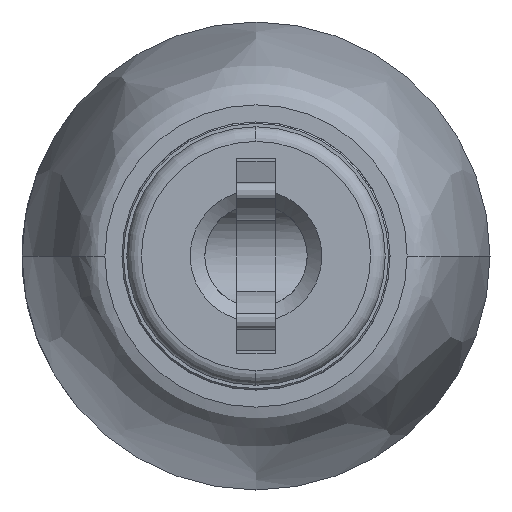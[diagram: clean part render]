
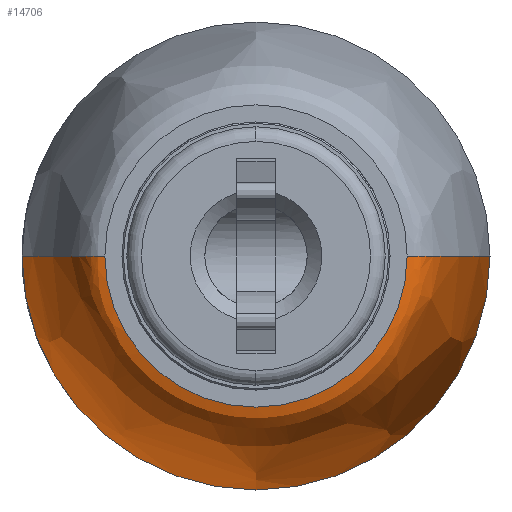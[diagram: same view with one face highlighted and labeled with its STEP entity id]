
A CAD part, left-side view. The second image highlights one B-rep face of the part: STEP entity #14706.
In plain terms, the highlighted free-form (B-spline) face has degree [3, 3] with [6, 4] control points.
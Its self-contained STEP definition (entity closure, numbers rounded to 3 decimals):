
#1158 = B_SPLINE_CURVE_WITH_KNOTS ( 'NONE', 3,
 ( #2807, #15625, #22844, #2917, #20450, #13219 ),
 .UNSPECIFIED., .F., .F.,
 ( 4, 1, 1, 4 ),
 ( 0., 0.429, 0.529, 1. ),
 .UNSPECIFIED. ) ;
#2170 = EDGE_CURVE ( 'NONE', #12625, #4849, #22081, .T. ) ;
#2306 = ORIENTED_EDGE ( 'NONE', *, *, #11517, .F. ) ;
#2807 = CARTESIAN_POINT ( 'NONE',  ( 3.822, 4.8, 0. ) ) ;
#2917 = CARTESIAN_POINT ( 'NONE',  ( -3.247, 4.294, 0. ) ) ;
#3770 = CARTESIAN_POINT ( 'NONE',  ( 3.398, -4.8, 0. ) ) ;
#3884 = CARTESIAN_POINT ( 'NONE',  ( -3.247, 4.294, -8.588 ) ) ;
#4064 = ORIENTED_EDGE ( 'NONE', *, *, #2170, .T. ) ;
#4480 = DIRECTION ( 'NONE',  ( 0., 0., 1. ) ) ;
#4598 = CARTESIAN_POINT ( 'NONE',  ( 3.822, -4.8, 0. ) ) ;
#4849 = VERTEX_POINT ( 'NONE', #31446 ) ;
#6209 = CARTESIAN_POINT ( 'NONE',  ( 3.822, 4.8, 0. ) ) ;
#6228 = CARTESIAN_POINT ( 'NONE',  ( -3.247, -4.294, -8.588 ) ) ;
#6447 = CARTESIAN_POINT ( 'NONE',  ( 0.153, 4.759, 0. ) ) ;
#6922 = CIRCLE ( 'NONE', #23062, 4.8 ) ;
#6995 = ORIENTED_EDGE ( 'NONE', *, *, #26947, .F. ) ;
#7244 = DIRECTION ( 'NONE',  ( 0., 0., 1. ) ) ;
#7971 = CIRCLE ( 'NONE', #29681, 4.8 ) ;
#8414 = DIRECTION ( 'NONE',  ( -1., 0., 0. ) ) ;
#8761 = CARTESIAN_POINT ( 'NONE',  ( -5.178, 3.1, -6.2 ) ) ;
#8789 = CARTESIAN_POINT ( 'NONE',  ( 3.822, -4.8, 0. ) ) ;
#8873 = CARTESIAN_POINT ( 'NONE',  ( 3.398, 4.8, 0. ) ) ;
#9095 = CARTESIAN_POINT ( 'NONE',  ( 0.153, 4.759, -9.518 ) ) ;
#9886 = DIRECTION ( 'NONE',  ( -1., 0., 0. ) ) ;
#10173 = EDGE_CURVE ( 'NONE', #23308, #22700, #7971, .T. ) ;
#11242 = DIRECTION ( 'NONE',  ( 0., 0., 1. ) ) ;
#11289 = CARTESIAN_POINT ( 'NONE',  ( 3.822, 0., -4.8 ) ) ;
#11365 = CARTESIAN_POINT ( 'NONE',  ( 0.153, -4.759, -9.518 ) ) ;
#11517 = EDGE_CURVE ( 'NONE', #23308, #32331, #1158, .T. ) ;
#12389 = CARTESIAN_POINT ( 'NONE',  ( 3.822, 4.8, 0. ) ) ;
#12625 = VERTEX_POINT ( 'NONE', #4598 ) ;
#13219 = CARTESIAN_POINT ( 'NONE',  ( -5.178, 3.1, 0. ) ) ;
#13774 = CARTESIAN_POINT ( 'NONE',  ( -3.247, -4.294, 0. ) ) ;
#13962 = CARTESIAN_POINT ( 'NONE',  ( 3.398, 4.8, -9.6 ) ) ;
#14317 = ORIENTED_EDGE ( 'NONE', *, *, #28351, .T. ) ;
#14406 = CIRCLE ( 'NONE', #25534, 3.1 ) ;
#14648 = CARTESIAN_POINT ( 'NONE',  ( 3.822, 0., 0. ) ) ;
#14706 = ADVANCED_FACE ( 'NONE', ( #32497 ), #32106, .F. ) ;
#15625 = CARTESIAN_POINT ( 'NONE',  ( 3.398, 4.8, 0. ) ) ;
#15807 = CARTESIAN_POINT ( 'NONE',  ( -5.178, 0., 0. ) ) ;
#16390 = CARTESIAN_POINT ( 'NONE',  ( 0.153, -4.759, 0. ) ) ;
#16578 = CARTESIAN_POINT ( 'NONE',  ( -5.178, 3.71, -7.421 ) ) ;
#16993 = ORIENTED_EDGE ( 'NONE', *, *, #10173, .T. ) ;
#17159 = CARTESIAN_POINT ( 'NONE',  ( 3.822, 0., 0. ) ) ;
#17961 = CARTESIAN_POINT ( 'NONE',  ( 3.822, 4.8, -9.6 ) ) ;
#18772 = CARTESIAN_POINT ( 'NONE',  ( -3.247, -4.294, 0. ) ) ;
#18796 = CARTESIAN_POINT ( 'NONE',  ( -5.178, -3.1, 0. ) ) ;
#18871 = CARTESIAN_POINT ( 'NONE',  ( 3.398, -4.8, -9.6 ) ) ;
#19076 = CARTESIAN_POINT ( 'NONE',  ( -5.178, 3.1, 0. ) ) ;
#20450 = CARTESIAN_POINT ( 'NONE',  ( -5.178, 3.71, 0. ) ) ;
#20921 = EDGE_LOOP ( 'NONE', ( #14317, #4064, #6995, #2306, #16993 ) ) ;
#21197 = CARTESIAN_POINT ( 'NONE',  ( 3.822, -4.8, 0. ) ) ;
#21314 = CARTESIAN_POINT ( 'NONE',  ( -5.178, -3.1, 0. ) ) ;
#21409 = CARTESIAN_POINT ( 'NONE',  ( -5.178, 3.1, 0. ) ) ;
#21519 = CARTESIAN_POINT ( 'NONE',  ( -5.178, 3.71, 0. ) ) ;
#22081 = B_SPLINE_CURVE_WITH_KNOTS ( 'NONE', 3,
 ( #8789, #28897, #16390, #13774, #29003, #18796 ),
 .UNSPECIFIED., .F., .F.,
 ( 4, 1, 1, 4 ),
 ( 0., 0.429, 0.529, 1. ),
 .UNSPECIFIED. ) ;
#22700 = VERTEX_POINT ( 'NONE', #11289 ) ;
#22844 = CARTESIAN_POINT ( 'NONE',  ( 0.153, 4.759, 0. ) ) ;
#23062 = AXIS2_PLACEMENT_3D ( 'NONE', #17159, #9886, #7244 ) ;
#23308 = VERTEX_POINT ( 'NONE', #12389 ) ;
#23709 = CARTESIAN_POINT ( 'NONE',  ( -5.178, -3.71, 0. ) ) ;
#23931 = CARTESIAN_POINT ( 'NONE',  ( 0.153, -4.759, 0. ) ) ;
#25429 = CARTESIAN_POINT ( 'NONE',  ( 3.822, -4.8, -9.6 ) ) ;
#25534 = AXIS2_PLACEMENT_3D ( 'NONE', #15807, #8414, #11242 ) ;
#26136 = CARTESIAN_POINT ( 'NONE',  ( -5.178, -3.71, -7.421 ) ) ;
#26352 = CARTESIAN_POINT ( 'NONE',  ( -3.247, 4.294, 0. ) ) ;
#26947 = EDGE_CURVE ( 'NONE', #32331, #4849, #14406, .T. ) ;
#28351 = EDGE_CURVE ( 'NONE', #22700, #12625, #6922, .T. ) ;
#28868 = CARTESIAN_POINT ( 'NONE',  ( -5.178, -3.1, -6.2 ) ) ;
#28897 = CARTESIAN_POINT ( 'NONE',  ( 3.398, -4.8, 0. ) ) ;
#29003 = CARTESIAN_POINT ( 'NONE',  ( -5.178, -3.71, 0. ) ) ;
#29681 = AXIS2_PLACEMENT_3D ( 'NONE', #14648, #29761, #4480 ) ;
#29761 = DIRECTION ( 'NONE',  ( -1., 0., 0. ) ) ;
#31446 = CARTESIAN_POINT ( 'NONE',  ( -5.178, -3.1, 0. ) ) ;
#32106 =( BOUNDED_SURFACE ( )  B_SPLINE_SURFACE ( 3, 3, ( 
 ( #6209, #17961, #25429, #21197 ),
 ( #8873, #13962, #18871, #3770 ),
 ( #6447, #9095, #11365, #23931 ),
 ( #26352, #3884, #6228, #18772 ),
 ( #21519, #16578, #26136, #23709 ),
 ( #21409, #8761, #28868, #21314 ) ),
 .UNSPECIFIED., .F., .F., .F. ) 
 B_SPLINE_SURFACE_WITH_KNOTS ( ( 4, 1, 1, 4 ),
 ( 4, 4 ),
 ( 0., 0.429, 0.529, 1. ),
 ( 0., 1. ),
 .UNSPECIFIED. ) 
 GEOMETRIC_REPRESENTATION_ITEM ( )  RATIONAL_B_SPLINE_SURFACE ( (
 ( 1., 0.333, 0.333, 1.),
 ( 1., 0.333, 0.333, 1.),
 ( 1., 0.333, 0.333, 1.),
 ( 1., 0.333, 0.333, 1.),
 ( 1., 0.333, 0.333, 1.),
 ( 1., 0.333, 0.333, 1.) ) ) 
 REPRESENTATION_ITEM ( '' )  SURFACE ( )  );
#32331 = VERTEX_POINT ( 'NONE', #19076 ) ;
#32497 = FACE_OUTER_BOUND ( 'NONE', #20921, .T. ) ;
